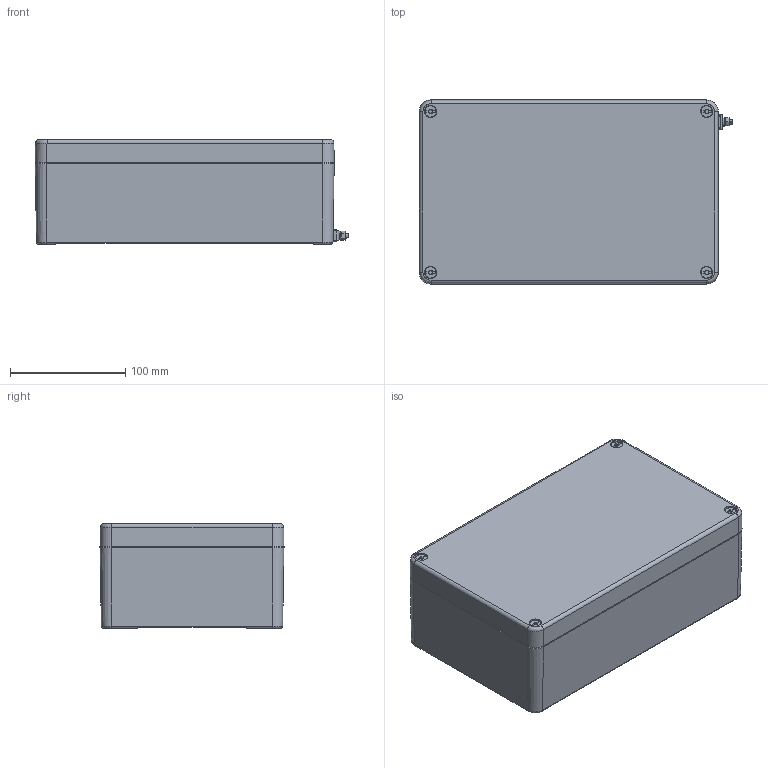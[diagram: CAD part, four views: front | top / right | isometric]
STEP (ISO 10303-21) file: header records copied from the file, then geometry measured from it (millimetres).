
FILE_DESCRIPTION(('CATIA V5R24 STEP','CAx-IF Rec.Pracs.--- Model Styling and Organization---1.2---2011-12-15'),'2;1');
FILE_NAME ('D1451042_0', '2018-04-24T05:18:08+00:00', ('Weidmueller Interface'), ('Weidmueller'), 'CATIA Version 5-6 Release 2014 SP4 HF52', 'CATIA V5 STEP AP214', 'none');
FILE_SCHEMA(('AUTOMOTIVE_DESIGN { 1 0 10303 214 1 1 1 1 }'));
Length unit declared in the file: millimetre
Products named in the file (1): K61 EX_RAL7001
Bounding box: 272.7 x 160 x 91 mm (x, y, z)
Volume: 767587.4 mm3; surface area: 349503.1 mm2
Topology: 10 solids, 10 shells, 1022 faces, 2513 edges, 1577 vertices
Faces by surface type: plane 410, cylinder 296, cone 168, torus 82, bspline 58, sphere 8
Entity records: 34117 total; most frequent: CARTESIAN_POINT 11831, ORIENTED_EDGE 4998, DIRECTION 3646, EDGE_CURVE 2499, AXIS2_PLACEMENT_3D 1682, VERTEX_POINT 1577, VECTOR 1241, LINE 1241
